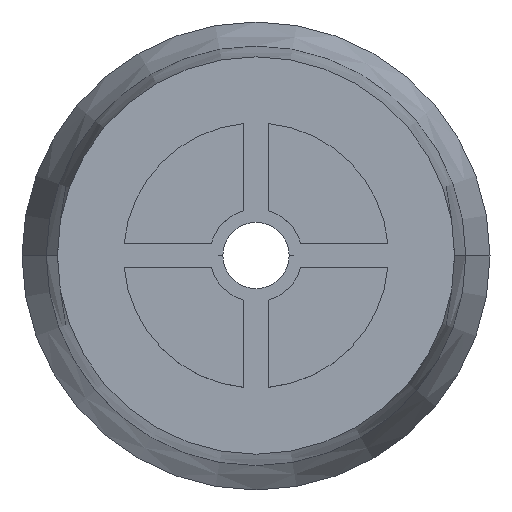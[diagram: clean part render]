
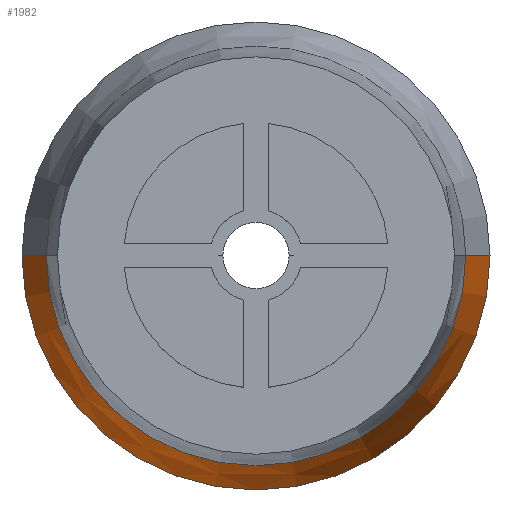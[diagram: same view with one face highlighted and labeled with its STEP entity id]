
A CAD part, top view. The second image highlights one B-rep face of the part: STEP entity #1982.
In plain terms, the highlighted conical face has half-angle 15.376 degrees and reference radius 9.5 mm.
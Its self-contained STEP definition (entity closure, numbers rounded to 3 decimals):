
#127 = VERTEX_POINT ( 'NONE', #527 ) ;
#422 = DIRECTION ( 'NONE',  ( -0.265, 0., -0.964 ) ) ;
#527 = CARTESIAN_POINT ( 'NONE',  ( -10.6, 0., 36.3 ) ) ;
#675 = DIRECTION ( 'NONE',  ( 0., 0., -1. ) ) ;
#728 = CARTESIAN_POINT ( 'NONE',  ( 10.6, 0., 36.3 ) ) ;
#963 = DIRECTION ( 'NONE',  ( 0., 0., 1. ) ) ;
#1052 = EDGE_CURVE ( 'NONE', #2271, #127, #1445, .T. ) ;
#1100 = AXIS2_PLACEMENT_3D ( 'NONE', #2921, #963, #3259 ) ;
#1256 = EDGE_LOOP ( 'NONE', ( #1721, #2815, #2956, #3005 ) ) ;
#1321 = CARTESIAN_POINT ( 'NONE',  ( 0., 0., 40.3 ) ) ;
#1364 = VECTOR ( 'NONE', #1694, 1000. ) ;
#1389 = CIRCLE ( 'NONE', #3004, 9.5 ) ;
#1439 = VERTEX_POINT ( 'NONE', #728 ) ;
#1445 = LINE ( 'NONE', #2050, #3087 ) ;
#1502 = EDGE_CURVE ( 'NONE', #1962, #2271, #1389, .T. ) ;
#1654 = DIRECTION ( 'NONE',  ( -1., 0., 0. ) ) ;
#1694 = DIRECTION ( 'NONE',  ( 0.265, 0., -0.964 ) ) ;
#1721 = ORIENTED_EDGE ( 'NONE', *, *, #2755, .F. ) ;
#1757 = DIRECTION ( 'NONE',  ( 0., 0., -1. ) ) ;
#1962 = VERTEX_POINT ( 'NONE', #3952 ) ;
#1982 = ADVANCED_FACE ( 'NONE', ( #2125 ), #2025, .T. ) ;
#2025 = CONICAL_SURFACE ( 'NONE', #2975, 9.5, 0.268 ) ;
#2050 = CARTESIAN_POINT ( 'NONE',  ( -9.5, 0., 40.3 ) ) ;
#2125 = FACE_OUTER_BOUND ( 'NONE', #1256, .T. ) ;
#2271 = VERTEX_POINT ( 'NONE', #2660 ) ;
#2660 = CARTESIAN_POINT ( 'NONE',  ( -9.5, 0., 40.3 ) ) ;
#2755 = EDGE_CURVE ( 'NONE', #1962, #1439, #4095, .T. ) ;
#2815 = ORIENTED_EDGE ( 'NONE', *, *, #1502, .T. ) ;
#2921 = CARTESIAN_POINT ( 'NONE',  ( 0., 0., 36.3 ) ) ;
#2956 = ORIENTED_EDGE ( 'NONE', *, *, #1052, .T. ) ;
#2975 = AXIS2_PLACEMENT_3D ( 'NONE', #1321, #675, #1654 ) ;
#3004 = AXIS2_PLACEMENT_3D ( 'NONE', #3736, #1757, #4066 ) ;
#3005 = ORIENTED_EDGE ( 'NONE', *, *, #3275, .T. ) ;
#3087 = VECTOR ( 'NONE', #422, 1000. ) ;
#3259 = DIRECTION ( 'NONE',  ( 1., 0., 0. ) ) ;
#3275 = EDGE_CURVE ( 'NONE', #127, #1439, #3701, .T. ) ;
#3701 = CIRCLE ( 'NONE', #1100, 10.6 ) ;
#3736 = CARTESIAN_POINT ( 'NONE',  ( 0., 0., 40.3 ) ) ;
#3952 = CARTESIAN_POINT ( 'NONE',  ( 9.5, 0., 40.3 ) ) ;
#4005 = CARTESIAN_POINT ( 'NONE',  ( 9.5, 0., 40.3 ) ) ;
#4066 = DIRECTION ( 'NONE',  ( -1., 0., 0. ) ) ;
#4095 = LINE ( 'NONE', #4005, #1364 ) ;
